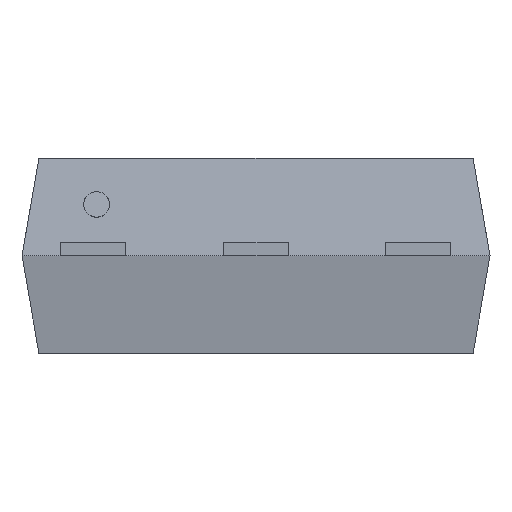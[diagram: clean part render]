
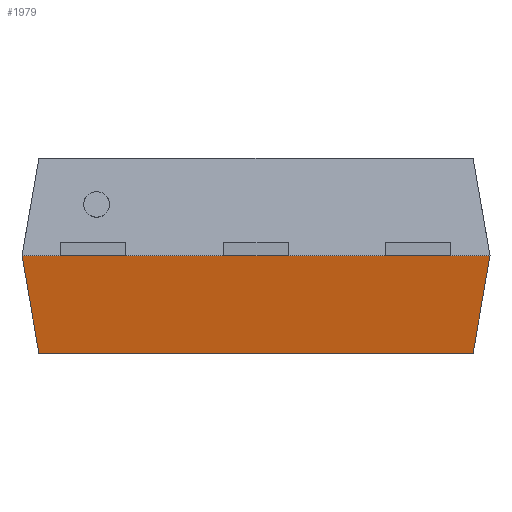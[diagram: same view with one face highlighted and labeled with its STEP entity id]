
A CAD part, front view. The second image highlights one B-rep face of the part: STEP entity #1979.
In plain terms, the highlighted planar face has unit normal (0, -0.985, -0.171).
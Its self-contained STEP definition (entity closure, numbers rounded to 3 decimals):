
#38 = EDGE_CURVE ( 'NONE', #1054, #2627, #3441, .T. ) ;
#150 = EDGE_CURVE ( 'NONE', #4905, #1105, #3214, .T. ) ;
#242 = LINE ( 'NONE', #4991, #2763 ) ;
#485 = LINE ( 'NONE', #5581, #1737 ) ;
#886 = CARTESIAN_POINT ( 'NONE',  ( 0., 0., 1.5 ) ) ;
#930 = CARTESIAN_POINT ( 'NONE',  ( 0., 0., 1.5 ) ) ;
#1054 = VERTEX_POINT ( 'NONE', #930 ) ;
#1060 = EDGE_CURVE ( 'NONE', #4905, #2627, #485, .T. ) ;
#1105 = VERTEX_POINT ( 'NONE', #2027 ) ;
#1536 = CARTESIAN_POINT ( 'NONE',  ( 0., 0., 1.5 ) ) ;
#1737 = VECTOR ( 'NONE', #4680, 1000. ) ;
#1834 = DIRECTION ( 'NONE',  ( -1., 0., 0. ) ) ;
#1979 = ADVANCED_FACE ( 'NONE', ( #2379 ), #4171, .T. ) ;
#2027 = CARTESIAN_POINT ( 'NONE',  ( 7.2, 0., 1.5 ) ) ;
#2190 = DIRECTION ( 'NONE',  ( 1., 0., 0. ) ) ;
#2192 = VECTOR ( 'NONE', #2474, 1000. ) ;
#2371 = ORIENTED_EDGE ( 'NONE', *, *, #38, .T. ) ;
#2379 = FACE_OUTER_BOUND ( 'NONE', #4051, .T. ) ;
#2474 = DIRECTION ( 'NONE',  ( 0.168, 0.168, -0.971 ) ) ;
#2623 = ORIENTED_EDGE ( 'NONE', *, *, #5694, .F. ) ;
#2627 = VERTEX_POINT ( 'NONE', #4904 ) ;
#2763 = VECTOR ( 'NONE', #2190, 1000. ) ;
#2795 = AXIS2_PLACEMENT_3D ( 'NONE', #886, #4639, #1834 ) ;
#3214 = LINE ( 'NONE', #4462, #5570 ) ;
#3441 = LINE ( 'NONE', #1536, #2192 ) ;
#4051 = EDGE_LOOP ( 'NONE', ( #2371, #5801, #5555, #2623 ) ) ;
#4171 = PLANE ( 'NONE',  #2795 ) ;
#4462 = CARTESIAN_POINT ( 'NONE',  ( 7.2, 0., 1.5 ) ) ;
#4639 = DIRECTION ( 'NONE',  ( 0., -0.985, -0.171 ) ) ;
#4680 = DIRECTION ( 'NONE',  ( -1., 0., 0. ) ) ;
#4904 = CARTESIAN_POINT ( 'NONE',  ( 0.26, 0.26, 0. ) ) ;
#4905 = VERTEX_POINT ( 'NONE', #5752 ) ;
#4991 = CARTESIAN_POINT ( 'NONE',  ( 7.2, 0., 1.5 ) ) ;
#5406 = DIRECTION ( 'NONE',  ( 0.168, -0.168, 0.971 ) ) ;
#5555 = ORIENTED_EDGE ( 'NONE', *, *, #150, .T. ) ;
#5570 = VECTOR ( 'NONE', #5406, 1000. ) ;
#5581 = CARTESIAN_POINT ( 'NONE',  ( 0., 0.26, 0. ) ) ;
#5694 = EDGE_CURVE ( 'NONE', #1054, #1105, #242, .T. ) ;
#5752 = CARTESIAN_POINT ( 'NONE',  ( 6.94, 0.26, 0. ) ) ;
#5801 = ORIENTED_EDGE ( 'NONE', *, *, #1060, .F. ) ;
